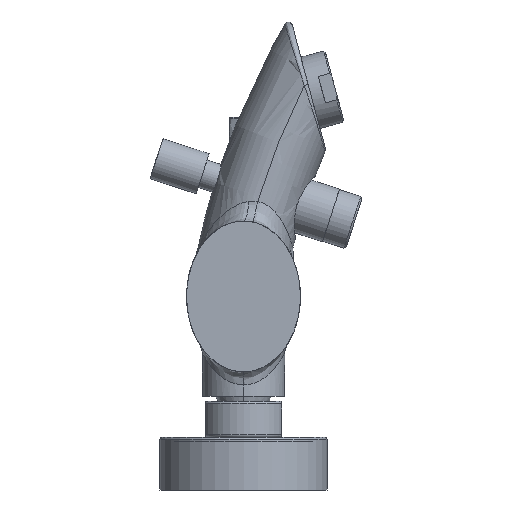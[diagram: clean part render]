
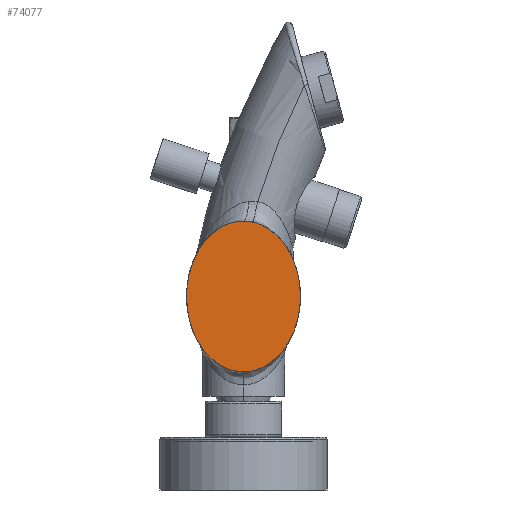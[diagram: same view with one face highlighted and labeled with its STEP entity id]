
A CAD part, left-side view. The second image highlights one B-rep face of the part: STEP entity #74077.
In plain terms, the highlighted planar face has unit normal (-1, 0, 0).
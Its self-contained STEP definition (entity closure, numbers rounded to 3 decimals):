
#24801=CARTESIAN_POINT('',(-181.5,0.,-28.6));
#24802=CARTESIAN_POINT('',(-181.5,1.273,-28.6));
#24803=CARTESIAN_POINT('',(-181.5,3.254,-28.375));
#24804=CARTESIAN_POINT('',(-181.5,5.944,-27.542));
#24805=CARTESIAN_POINT('',(-181.5,7.957,-26.639));
#24806=CARTESIAN_POINT('',(-181.5,9.933,-25.452));
#24807=CARTESIAN_POINT('',(-181.5,11.837,-23.983));
#24808=CARTESIAN_POINT('',(-181.5,13.637,-22.245));
#24809=CARTESIAN_POINT('',(-181.5,15.301,-20.259));
#24810=CARTESIAN_POINT('',(-181.5,16.8,-18.057));
#24811=CARTESIAN_POINT('',(-181.5,18.113,-15.673));
#24812=CARTESIAN_POINT('',(-181.5,19.222,-13.151));
#24813=CARTESIAN_POINT('',(-181.5,20.119,-10.536));
#24814=CARTESIAN_POINT('',(-181.5,20.801,-7.871));
#24815=CARTESIAN_POINT('',(-181.5,21.194,-5.644));
#24816=CARTESIAN_POINT('',(-181.5,21.408,-3.879));
#24817=CARTESIAN_POINT('',(-181.5,21.52,-2.567));
#24818=CARTESIAN_POINT('',(-181.5,21.575,-1.488));
#24819=CARTESIAN_POINT('',(-181.5,21.596,-0.634));
#24820=CARTESIAN_POINT('',(-181.5,21.602,0.));
#24821=CARTESIAN_POINT('',(-181.5,21.596,0.634));
#24822=CARTESIAN_POINT('',(-181.5,21.575,1.488));
#24823=CARTESIAN_POINT('',(-181.5,21.52,2.567));
#24824=CARTESIAN_POINT('',(-181.5,21.408,3.879));
#24825=CARTESIAN_POINT('',(-181.5,21.194,5.644));
#24826=CARTESIAN_POINT('',(-181.5,20.801,7.871));
#24827=CARTESIAN_POINT('',(-181.5,20.119,10.536));
#24828=CARTESIAN_POINT('',(-181.5,19.222,13.151));
#24829=CARTESIAN_POINT('',(-181.5,18.113,15.673));
#24830=CARTESIAN_POINT('',(-181.5,16.8,18.057));
#24831=CARTESIAN_POINT('',(-181.5,15.301,20.259));
#24832=CARTESIAN_POINT('',(-181.5,13.637,22.245));
#24833=CARTESIAN_POINT('',(-181.5,11.837,23.983));
#24834=CARTESIAN_POINT('',(-181.5,9.933,25.452));
#24835=CARTESIAN_POINT('',(-181.5,7.957,26.639));
#24836=CARTESIAN_POINT('',(-181.5,5.944,27.542));
#24837=CARTESIAN_POINT('',(-181.5,3.254,28.375));
#24838=CARTESIAN_POINT('',(-181.5,1.273,28.6));
#24839=CARTESIAN_POINT('',(-181.5,0.,28.6));
#24841=CARTESIAN_POINT('',(-181.5,0.,28.6));
#24842=CARTESIAN_POINT('',(-181.5,-1.273,28.6));
#24843=CARTESIAN_POINT('',(-181.5,-3.254,28.375));
#24844=CARTESIAN_POINT('',(-181.5,-5.944,27.542));
#24845=CARTESIAN_POINT('',(-181.5,-7.957,26.639));
#24846=CARTESIAN_POINT('',(-181.5,-9.933,25.452));
#24847=CARTESIAN_POINT('',(-181.5,-11.837,23.983));
#24848=CARTESIAN_POINT('',(-181.5,-13.637,22.245));
#24849=CARTESIAN_POINT('',(-181.5,-15.301,20.259));
#24850=CARTESIAN_POINT('',(-181.5,-16.8,18.057));
#24851=CARTESIAN_POINT('',(-181.5,-18.113,15.673));
#24852=CARTESIAN_POINT('',(-181.5,-19.222,13.151));
#24853=CARTESIAN_POINT('',(-181.5,-20.119,10.536));
#24854=CARTESIAN_POINT('',(-181.5,-20.801,7.871));
#24855=CARTESIAN_POINT('',(-181.5,-21.194,5.644));
#24856=CARTESIAN_POINT('',(-181.5,-21.408,3.879));
#24857=CARTESIAN_POINT('',(-181.5,-21.52,2.567));
#24858=CARTESIAN_POINT('',(-181.5,-21.575,1.488));
#24859=CARTESIAN_POINT('',(-181.5,-21.596,0.634));
#24860=CARTESIAN_POINT('',(-181.5,-21.602,0.));
#24861=CARTESIAN_POINT('',(-181.5,-21.596,-0.634));
#24862=CARTESIAN_POINT('',(-181.5,-21.575,-1.488));
#24863=CARTESIAN_POINT('',(-181.5,-21.52,-2.567));
#24864=CARTESIAN_POINT('',(-181.5,-21.408,-3.879));
#24865=CARTESIAN_POINT('',(-181.5,-21.194,-5.644));
#24866=CARTESIAN_POINT('',(-181.5,-20.801,-7.871));
#24867=CARTESIAN_POINT('',(-181.5,-20.119,-10.536));
#24868=CARTESIAN_POINT('',(-181.5,-19.222,-13.151));
#24869=CARTESIAN_POINT('',(-181.5,-18.113,-15.673));
#24870=CARTESIAN_POINT('',(-181.5,-16.8,-18.057));
#24871=CARTESIAN_POINT('',(-181.5,-15.301,-20.259));
#24872=CARTESIAN_POINT('',(-181.5,-13.637,-22.245));
#24873=CARTESIAN_POINT('',(-181.5,-11.837,-23.983));
#24874=CARTESIAN_POINT('',(-181.5,-9.933,-25.452));
#24875=CARTESIAN_POINT('',(-181.5,-7.957,-26.639));
#24876=CARTESIAN_POINT('',(-181.5,-5.944,-27.542));
#24877=CARTESIAN_POINT('',(-181.5,-3.254,-28.375));
#24878=CARTESIAN_POINT('',(-181.5,-1.273,-28.6));
#24879=CARTESIAN_POINT('',(-181.5,0.,-28.6));
#36873=VERTEX_POINT('',#24801);
#36874=VERTEX_POINT('',#24839);
#74068=CARTESIAN_POINT('',(-181.5,0.,0.));
#74069=DIRECTION('',(1.,0.,0.));
#74070=DIRECTION('',(0.,0.,-1.));
#74071=AXIS2_PLACEMENT_3D('',#74068,#74069,#74070);
#74072=PLANE('',#74071);
#74073=ORIENTED_EDGE('',*,*,#51389,.T.);
#74074=ORIENTED_EDGE('',*,*,#51054,.T.);
#74075=EDGE_LOOP('',(#74073,#74074));
#74076=FACE_OUTER_BOUND('',#74075,.F.);
#74077=ADVANCED_FACE('',(#74076),#74072,.F.);
#24840=B_SPLINE_CURVE_WITH_KNOTS('',3,(#24801,#24802,#24803,#24804,#24805,
#24806,#24807,#24808,#24809,#24810,#24811,#24812,#24813,#24814,#24815,#24816,
#24817,#24818,#24819,#24820,#24821,#24822,#24823,#24824,#24825,#24826,#24827,
#24828,#24829,#24830,#24831,#24832,#24833,#24834,#24835,#24836,#24837,#24838,
#24839),.UNSPECIFIED.,.F.,.F.,(4,1,1,1,1,1,1,1,1,1,1,1,1,1,1,1,1,1,1,1,1,1,1,1,
1,1,1,1,1,1,1,1,1,1,1,1,4),(0.,0.063,0.094,0.125,0.156,0.188,
0.219,0.25,0.281,0.313,0.344,0.375,0.406,0.438,
0.453,0.469,0.484,0.492,0.5,0.508,0.516,
0.531,0.547,0.563,0.594,0.625,0.656,0.688,0.719,
0.75,0.781,0.813,0.844,0.875,0.906,0.938,1.),
.UNSPECIFIED.);
#24880=B_SPLINE_CURVE_WITH_KNOTS('',3,(#24841,#24842,#24843,#24844,#24845,
#24846,#24847,#24848,#24849,#24850,#24851,#24852,#24853,#24854,#24855,#24856,
#24857,#24858,#24859,#24860,#24861,#24862,#24863,#24864,#24865,#24866,#24867,
#24868,#24869,#24870,#24871,#24872,#24873,#24874,#24875,#24876,#24877,#24878,
#24879),.UNSPECIFIED.,.F.,.F.,(4,1,1,1,1,1,1,1,1,1,1,1,1,1,1,1,1,1,1,1,1,1,1,1,
1,1,1,1,1,1,1,1,1,1,1,1,4),(0.,0.063,0.094,0.125,0.156,0.188,
0.219,0.25,0.281,0.313,0.344,0.375,0.406,0.438,
0.453,0.469,0.484,0.492,0.5,0.508,0.516,
0.531,0.547,0.563,0.594,0.625,0.656,0.688,0.719,
0.75,0.781,0.813,0.844,0.875,0.906,0.938,1.),
.UNSPECIFIED.);
#51054=EDGE_CURVE('',#36874,#36873,#24880,.T.);
#51389=EDGE_CURVE('',#36873,#36874,#24840,.T.);
